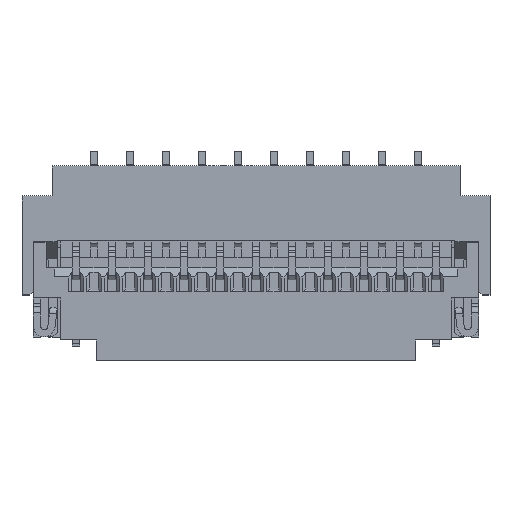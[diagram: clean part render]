
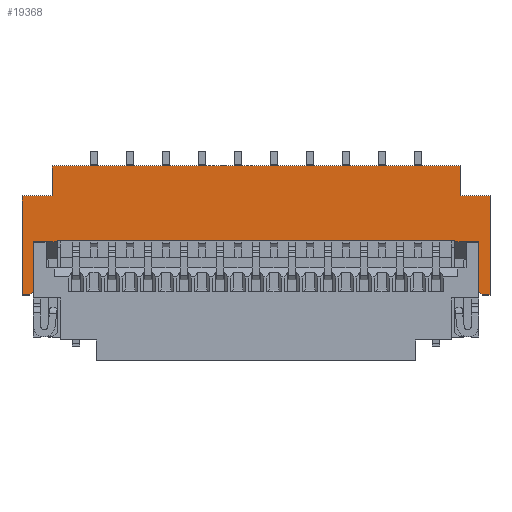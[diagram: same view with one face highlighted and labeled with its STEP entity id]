
A CAD part, top view. The second image highlights one B-rep face of the part: STEP entity #19368.
In plain terms, the highlighted planar face has unit normal (0, 0, 1).
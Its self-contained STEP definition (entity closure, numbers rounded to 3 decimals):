
#923=FACE_OUTER_BOUND('',#1900,.T.);
#1900=EDGE_LOOP('',(#15337,#15338,#15339,#15340,#15341,#15342,#15343,#15344,
#15345,#15346,#15347,#15348,#15349,#15350,#15351,#15352,#15353,#15354));
#2406=LINE('',#26178,#5006);
#3203=LINE('',#27904,#5803);
#3215=LINE('',#27937,#5815);
#3222=LINE('',#27955,#5822);
#3228=LINE('',#27967,#5828);
#3238=LINE('',#27988,#5838);
#3265=LINE('',#28041,#5865);
#3266=LINE('',#28046,#5866);
#3387=LINE('',#28303,#5987);
#3950=LINE('',#29515,#6550);
#3959=LINE('',#29537,#6559);
#3960=LINE('',#29539,#6560);
#3961=LINE('',#29541,#6561);
#3962=LINE('',#29543,#6562);
#3963=LINE('',#29544,#6563);
#3964=LINE('',#29546,#6564);
#3965=LINE('',#29547,#6565);
#3966=LINE('',#29548,#6566);
#5006=VECTOR('',#21114,1.);
#5803=VECTOR('',#22393,1.);
#5815=VECTOR('',#22429,1.);
#5822=VECTOR('',#22450,1.);
#5828=VECTOR('',#22462,1.);
#5838=VECTOR('',#22488,1.);
#5865=VECTOR('',#22549,1.);
#5866=VECTOR('',#22556,1.);
#5987=VECTOR('',#22805,1.);
#6550=VECTOR('',#23906,1.);
#6559=VECTOR('',#23921,1.);
#6560=VECTOR('',#23922,1.);
#6561=VECTOR('',#23923,1.);
#6562=VECTOR('',#23924,1.);
#6563=VECTOR('',#23925,1.);
#6564=VECTOR('',#23926,1.);
#6565=VECTOR('',#23927,1.);
#6566=VECTOR('',#23928,1.);
#7605=VERTEX_POINT('',#26176);
#7606=VERTEX_POINT('',#26177);
#8280=VERTEX_POINT('',#27901);
#8281=VERTEX_POINT('',#27903);
#8290=VERTEX_POINT('',#27935);
#8296=VERTEX_POINT('',#27964);
#8297=VERTEX_POINT('',#27966);
#8300=VERTEX_POINT('',#27987);
#8310=VERTEX_POINT('',#28045);
#8381=VERTEX_POINT('',#28300);
#8382=VERTEX_POINT('',#28302);
#8758=VERTEX_POINT('',#29503);
#8762=VERTEX_POINT('',#29513);
#8772=VERTEX_POINT('',#29536);
#8773=VERTEX_POINT('',#29538);
#8774=VERTEX_POINT('',#29540);
#8775=VERTEX_POINT('',#29542);
#8776=VERTEX_POINT('',#29545);
#9490=EDGE_CURVE('',#7605,#7606,#2406,.T.);
#10352=EDGE_CURVE('',#8280,#8281,#3203,.T.);
#10368=EDGE_CURVE('',#8290,#8280,#3215,.T.);
#10377=EDGE_CURVE('',#8290,#7606,#3222,.T.);
#10383=EDGE_CURVE('',#8296,#8297,#3228,.T.);
#10394=EDGE_CURVE('',#8300,#8296,#3238,.T.);
#10422=EDGE_CURVE('',#8297,#7605,#3265,.T.);
#10423=EDGE_CURVE('',#8310,#8281,#3266,.T.);
#10551=EDGE_CURVE('',#8382,#8381,#3387,.T.);
#11164=EDGE_CURVE('',#8758,#8762,#3950,.T.);
#11174=EDGE_CURVE('',#8762,#8772,#3959,.T.);
#11175=EDGE_CURVE('',#8772,#8773,#3960,.T.);
#11176=EDGE_CURVE('',#8773,#8774,#3961,.T.);
#11177=EDGE_CURVE('',#8775,#8774,#3962,.T.);
#11178=EDGE_CURVE('',#8775,#8382,#3963,.T.);
#11179=EDGE_CURVE('',#8776,#8381,#3964,.T.);
#11180=EDGE_CURVE('',#8776,#8310,#3965,.T.);
#11181=EDGE_CURVE('',#8758,#8300,#3966,.T.);
#15337=ORIENTED_EDGE('',*,*,#11164,.T.);
#15338=ORIENTED_EDGE('',*,*,#11174,.T.);
#15339=ORIENTED_EDGE('',*,*,#11175,.T.);
#15340=ORIENTED_EDGE('',*,*,#11176,.T.);
#15341=ORIENTED_EDGE('',*,*,#11177,.F.);
#15342=ORIENTED_EDGE('',*,*,#11178,.T.);
#15343=ORIENTED_EDGE('',*,*,#10551,.T.);
#15344=ORIENTED_EDGE('',*,*,#11179,.F.);
#15345=ORIENTED_EDGE('',*,*,#11180,.T.);
#15346=ORIENTED_EDGE('',*,*,#10423,.T.);
#15347=ORIENTED_EDGE('',*,*,#10352,.F.);
#15348=ORIENTED_EDGE('',*,*,#10368,.F.);
#15349=ORIENTED_EDGE('',*,*,#10377,.T.);
#15350=ORIENTED_EDGE('',*,*,#9490,.F.);
#15351=ORIENTED_EDGE('',*,*,#10422,.F.);
#15352=ORIENTED_EDGE('',*,*,#10383,.F.);
#15353=ORIENTED_EDGE('',*,*,#10394,.F.);
#15354=ORIENTED_EDGE('',*,*,#11181,.F.);
#18463=PLANE('',#20479);
#19368=ADVANCED_FACE('',(#923),#18463,.T.);
#20479=AXIS2_PLACEMENT_3D('',#29535,#23919,#23920);
#21114=DIRECTION('',(-1.,0.,0.));
#22393=DIRECTION('',(-1.,0.,0.));
#22429=DIRECTION('',(0.,1.,0.));
#22450=DIRECTION('',(0.707,-0.707,0.));
#22462=DIRECTION('',(1.,0.,0.));
#22488=DIRECTION('',(0.,-1.,0.));
#22549=DIRECTION('',(0.,-1.,0.));
#22556=DIRECTION('',(0.,-1.,0.));
#22805=DIRECTION('',(1.,0.,0.));
#23906=DIRECTION('',(0.,-1.,0.));
#23919=DIRECTION('center_axis',(0.,0.,
1.));
#23920=DIRECTION('ref_axis',(0.,1.,0.));
#23921=DIRECTION('',(-1.,0.,0.));
#23922=DIRECTION('',(0.,-1.,0.));
#23923=DIRECTION('',(1.,0.,0.));
#23924=DIRECTION('',(-0.707,-0.707,0.));
#23925=DIRECTION('',(0.,1.,0.));
#23926=DIRECTION('',(0.,-1.,0.));
#23927=DIRECTION('',(1.,0.,0.));
#23928=DIRECTION('',(1.,0.,0.));
#26176=CARTESIAN_POINT('',(2.888,-1.488,1.171));
#26177=CARTESIAN_POINT('',(2.758,-1.488,1.171));
#26178=CARTESIAN_POINT('',(0.715,-1.488,1.171));
#27901=CARTESIAN_POINT('',(2.698,-0.605,1.171));
#27903=CARTESIAN_POINT('',(2.303,-0.605,1.171));
#27904=CARTESIAN_POINT('',(0.715,-0.605,1.171));
#27935=CARTESIAN_POINT('',(2.698,-1.428,1.171));
#27937=CARTESIAN_POINT('',(2.698,-2.188,1.171));
#27955=CARTESIAN_POINT('',(3.458,-2.188,1.171));
#27964=CARTESIAN_POINT('',(2.388,0.162,1.171));
#27966=CARTESIAN_POINT('',(2.888,0.162,1.171));
#27967=CARTESIAN_POINT('',(0.715,0.162,1.171));
#27987=CARTESIAN_POINT('',(2.388,0.662,1.171));
#27988=CARTESIAN_POINT('',(2.388,-2.188,1.171));
#28041=CARTESIAN_POINT('',(2.888,-2.188,1.171));
#28045=CARTESIAN_POINT('',(2.303,-0.588,1.171));
#28046=CARTESIAN_POINT('',(2.303,-2.188,1.171));
#28300=CARTESIAN_POINT('',(-4.327,-0.605,1.171));
#28302=CARTESIAN_POINT('',(-4.722,-0.605,1.171));
#28303=CARTESIAN_POINT('',(-2.74,-0.605,1.171));
#29503=CARTESIAN_POINT('',(-4.412,0.662,1.171));
#29513=CARTESIAN_POINT('',(-4.412,0.162,1.171));
#29515=CARTESIAN_POINT('',(-4.412,-2.188,1.171));
#29535=CARTESIAN_POINT('Origin',(-1.235,0.062,1.171));
#29536=CARTESIAN_POINT('',(-4.912,0.162,1.171));
#29537=CARTESIAN_POINT('',(-2.74,0.162,1.171));
#29538=CARTESIAN_POINT('',(-4.912,-1.488,1.171));
#29539=CARTESIAN_POINT('',(-4.912,-2.188,1.171));
#29540=CARTESIAN_POINT('',(-4.782,-1.488,1.171));
#29541=CARTESIAN_POINT('',(-2.74,-1.488,1.171));
#29542=CARTESIAN_POINT('',(-4.722,-1.428,1.171));
#29543=CARTESIAN_POINT('',(-5.482,-2.188,1.171));
#29544=CARTESIAN_POINT('',(-4.722,-2.188,1.171));
#29545=CARTESIAN_POINT('',(-4.327,-0.588,1.171));
#29546=CARTESIAN_POINT('',(-4.327,-2.188,1.171));
#29547=CARTESIAN_POINT('',(2.66,-0.588,1.171));
#29548=CARTESIAN_POINT('',(-6.485,0.662,1.171));
